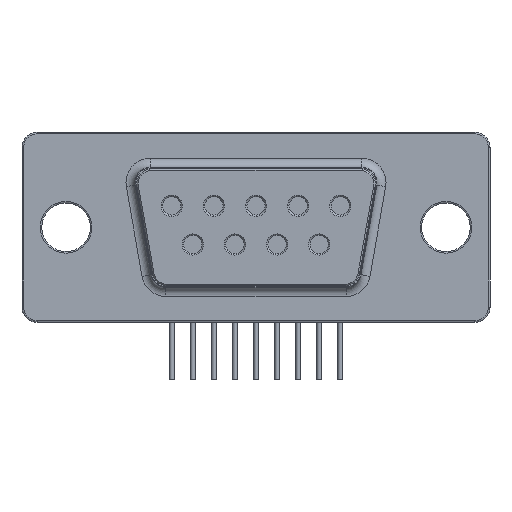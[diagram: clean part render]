
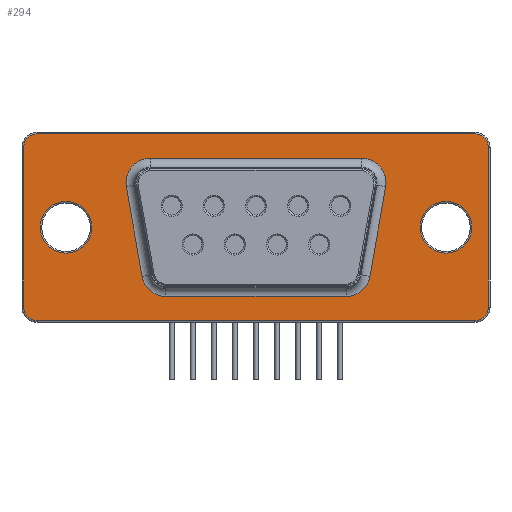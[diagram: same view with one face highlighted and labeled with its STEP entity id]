
A CAD part, front view. The second image highlights one B-rep face of the part: STEP entity #294.
In plain terms, the highlighted planar face has unit normal (0, -1, 0).
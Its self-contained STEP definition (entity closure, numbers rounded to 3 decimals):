
#95 = VERTEX_POINT('',#96);
#96 = CARTESIAN_POINT('',(-14.075,-12.54,8.924));
#105 = VERTEX_POINT('',#106);
#106 = CARTESIAN_POINT('',(-12.499,-12.54,10.8));
#113 = EDGE_CURVE('',#95,#105,#114,.T.);
#114 = CIRCLE('',#115,1.6);
#115 = AXIS2_PLACEMENT_3D('',#116,#117,#118);
#116 = CARTESIAN_POINT('',(-12.499,-12.54,9.2));
#117 = DIRECTION('',(0.,1.,0.));
#118 = DIRECTION('',(-0.985,0.,
-0.173));
#192 = EDGE_CURVE('',#105,#193,#195,.T.);
#193 = VERTEX_POINT('',#194);
#194 = CARTESIAN_POINT('',(1.419,-12.54,10.8));
#195 = LINE('',#196,#197);
#196 = CARTESIAN_POINT('',(-12.499,-12.54,10.8));
#197 = VECTOR('',#198,1.);
#198 = DIRECTION('',(1.,0.,0.));
#274 = VERTEX_POINT('',#275);
#275 = CARTESIAN_POINT('',(-13.041,-12.54,3.024));
#282 = EDGE_CURVE('',#274,#95,#283,.T.);
#283 = LINE('',#284,#285);
#284 = CARTESIAN_POINT('',(-13.041,-12.54,3.024));
#285 = VECTOR('',#286,1.);
#286 = DIRECTION('',(-0.173,0.,0.985)
);
#294 = ADVANCED_FACE('',(#295,#341,#411,#422),#433,.T.);
#295 = FACE_BOUND('',#296,.T.);
#296 = EDGE_LOOP('',(#297,#307,#316,#324,#331,#332,#333,#334));
#297 = ORIENTED_EDGE('',*,*,#298,.T.);
#298 = EDGE_CURVE('',#299,#301,#303,.T.);
#299 = VERTEX_POINT('',#300);
#300 = CARTESIAN_POINT('',(2.995,-12.54,8.924));
#301 = VERTEX_POINT('',#302);
#302 = CARTESIAN_POINT('',(1.961,-12.54,3.024));
#303 = LINE('',#304,#305);
#304 = CARTESIAN_POINT('',(2.995,-12.54,8.924));
#305 = VECTOR('',#306,1.);
#306 = DIRECTION('',(-0.173,0.,
-0.985));
#307 = ORIENTED_EDGE('',*,*,#308,.T.);
#308 = EDGE_CURVE('',#301,#309,#311,.T.);
#309 = VERTEX_POINT('',#310);
#310 = CARTESIAN_POINT('',(0.385,-12.54,1.7));
#311 = CIRCLE('',#312,1.6);
#312 = AXIS2_PLACEMENT_3D('',#313,#314,#315);
#313 = CARTESIAN_POINT('',(0.385,-12.54,3.3));
#314 = DIRECTION('',(0.,1.,0.));
#315 = DIRECTION('',(0.985,0.,-0.173
));
#316 = ORIENTED_EDGE('',*,*,#317,.T.);
#317 = EDGE_CURVE('',#309,#318,#320,.T.);
#318 = VERTEX_POINT('',#319);
#319 = CARTESIAN_POINT('',(-11.465,-12.54,1.7));
#320 = LINE('',#321,#322);
#321 = CARTESIAN_POINT('',(0.385,-12.54,1.7));
#322 = VECTOR('',#323,1.);
#323 = DIRECTION('',(-1.,0.,0.));
#324 = ORIENTED_EDGE('',*,*,#325,.T.);
#325 = EDGE_CURVE('',#318,#274,#326,.T.);
#326 = CIRCLE('',#327,1.6);
#327 = AXIS2_PLACEMENT_3D('',#328,#329,#330);
#328 = CARTESIAN_POINT('',(-11.465,-12.54,3.3));
#329 = DIRECTION('',(0.,1.,0.));
#330 = DIRECTION('',(0.,0.,-1.));
#331 = ORIENTED_EDGE('',*,*,#282,.T.);
#332 = ORIENTED_EDGE('',*,*,#113,.T.);
#333 = ORIENTED_EDGE('',*,*,#192,.T.);
#334 = ORIENTED_EDGE('',*,*,#335,.T.);
#335 = EDGE_CURVE('',#193,#299,#336,.T.);
#336 = CIRCLE('',#337,1.6);
#337 = AXIS2_PLACEMENT_3D('',#338,#339,#340);
#338 = CARTESIAN_POINT('',(1.419,-12.54,9.2));
#339 = DIRECTION('',(0.,1.,0.));
#340 = DIRECTION('',(0.,0.,1.));
#341 = FACE_BOUND('',#342,.T.);
#342 = EDGE_LOOP('',(#343,#353,#362,#370,#379,#387,#396,#404));
#343 = ORIENTED_EDGE('',*,*,#344,.T.);
#344 = EDGE_CURVE('',#345,#347,#349,.T.);
#345 = VERTEX_POINT('',#346);
#346 = CARTESIAN_POINT('',(9.76,-12.54,1.));
#347 = VERTEX_POINT('',#348);
#348 = CARTESIAN_POINT('',(9.76,-12.54,11.5));
#349 = LINE('',#350,#351);
#350 = CARTESIAN_POINT('',(9.76,-12.54,1.));
#351 = VECTOR('',#352,1.);
#352 = DIRECTION('',(0.,0.,1.));
#353 = ORIENTED_EDGE('',*,*,#354,.T.);
#354 = EDGE_CURVE('',#347,#355,#357,.T.);
#355 = VERTEX_POINT('',#356);
#356 = CARTESIAN_POINT('',(8.86,-12.54,12.4));
#357 = CIRCLE('',#358,0.9);
#358 = AXIS2_PLACEMENT_3D('',#359,#360,#361);
#359 = CARTESIAN_POINT('',(8.86,-12.54,11.5));
#360 = DIRECTION('',(0.,-1.,0.));
#361 = DIRECTION('',(1.,0.,0.));
#362 = ORIENTED_EDGE('',*,*,#363,.T.);
#363 = EDGE_CURVE('',#355,#364,#366,.T.);
#364 = VERTEX_POINT('',#365);
#365 = CARTESIAN_POINT('',(-19.94,-12.54,12.4));
#366 = LINE('',#367,#368);
#367 = CARTESIAN_POINT('',(8.86,-12.54,12.4));
#368 = VECTOR('',#369,1.);
#369 = DIRECTION('',(-1.,0.,0.));
#370 = ORIENTED_EDGE('',*,*,#371,.T.);
#371 = EDGE_CURVE('',#364,#372,#374,.T.);
#372 = VERTEX_POINT('',#373);
#373 = CARTESIAN_POINT('',(-20.84,-12.54,11.5));
#374 = CIRCLE('',#375,0.9);
#375 = AXIS2_PLACEMENT_3D('',#376,#377,#378);
#376 = CARTESIAN_POINT('',(-19.94,-12.54,11.5));
#377 = DIRECTION('',(0.,-1.,0.));
#378 = DIRECTION('',(0.,0.,1.));
#379 = ORIENTED_EDGE('',*,*,#380,.T.);
#380 = EDGE_CURVE('',#372,#381,#383,.T.);
#381 = VERTEX_POINT('',#382);
#382 = CARTESIAN_POINT('',(-20.84,-12.54,1.));
#383 = LINE('',#384,#385);
#384 = CARTESIAN_POINT('',(-20.84,-12.54,11.5));
#385 = VECTOR('',#386,1.);
#386 = DIRECTION('',(0.,0.,-1.));
#387 = ORIENTED_EDGE('',*,*,#388,.T.);
#388 = EDGE_CURVE('',#381,#389,#391,.T.);
#389 = VERTEX_POINT('',#390);
#390 = CARTESIAN_POINT('',(-19.94,-12.54,0.1));
#391 = CIRCLE('',#392,0.9);
#392 = AXIS2_PLACEMENT_3D('',#393,#394,#395);
#393 = CARTESIAN_POINT('',(-19.94,-12.54,1.));
#394 = DIRECTION('',(0.,-1.,0.));
#395 = DIRECTION('',(-1.,0.,0.));
#396 = ORIENTED_EDGE('',*,*,#397,.T.);
#397 = EDGE_CURVE('',#389,#398,#400,.T.);
#398 = VERTEX_POINT('',#399);
#399 = CARTESIAN_POINT('',(8.86,-12.54,0.1));
#400 = LINE('',#401,#402);
#401 = CARTESIAN_POINT('',(-19.94,-12.54,0.1));
#402 = VECTOR('',#403,1.);
#403 = DIRECTION('',(1.,0.,0.));
#404 = ORIENTED_EDGE('',*,*,#405,.T.);
#405 = EDGE_CURVE('',#398,#345,#406,.T.);
#406 = CIRCLE('',#407,0.9);
#407 = AXIS2_PLACEMENT_3D('',#408,#409,#410);
#408 = CARTESIAN_POINT('',(8.86,-12.54,1.));
#409 = DIRECTION('',(0.,-1.,0.));
#410 = DIRECTION('',(0.,0.,-1.));
#411 = FACE_BOUND('',#412,.T.);
#412 = EDGE_LOOP('',(#413));
#413 = ORIENTED_EDGE('',*,*,#414,.F.);
#414 = EDGE_CURVE('',#415,#415,#417,.T.);
#415 = VERTEX_POINT('',#416);
#416 = CARTESIAN_POINT('',(8.66,-12.54,6.25));
#417 = CIRCLE('',#418,1.7);
#418 = AXIS2_PLACEMENT_3D('',#419,#420,#421);
#419 = CARTESIAN_POINT('',(6.96,-12.54,6.25));
#420 = DIRECTION('',(0.,-1.,0.));
#421 = DIRECTION('',(1.,0.,0.));
#422 = FACE_BOUND('',#423,.T.);
#423 = EDGE_LOOP('',(#424));
#424 = ORIENTED_EDGE('',*,*,#425,.F.);
#425 = EDGE_CURVE('',#426,#426,#428,.T.);
#426 = VERTEX_POINT('',#427);
#427 = CARTESIAN_POINT('',(-16.34,-12.54,6.25));
#428 = CIRCLE('',#429,1.7);
#429 = AXIS2_PLACEMENT_3D('',#430,#431,#432);
#430 = CARTESIAN_POINT('',(-18.04,-12.54,6.25));
#431 = DIRECTION('',(0.,-1.,0.));
#432 = DIRECTION('',(1.,0.,0.));
#433 = PLANE('',#434);
#434 = AXIS2_PLACEMENT_3D('',#435,#436,#437);
#435 = CARTESIAN_POINT('',(-5.54,-12.54,6.25));
#436 = DIRECTION('',(0.,-1.,0.));
#437 = DIRECTION('',(1.,0.,0.));
